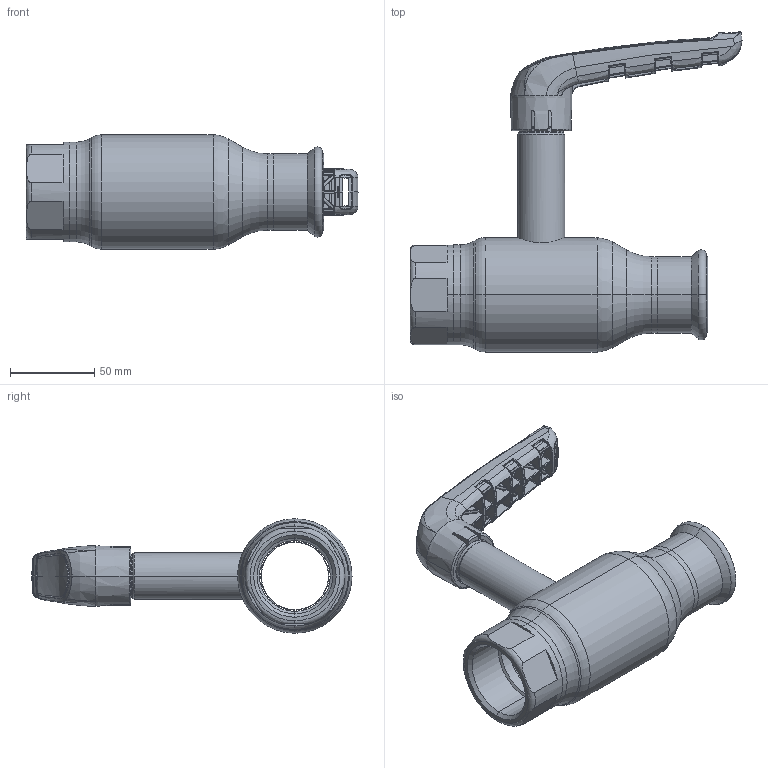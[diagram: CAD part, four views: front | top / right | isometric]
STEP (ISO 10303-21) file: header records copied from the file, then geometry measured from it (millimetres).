
FILE_DESCRIPTION (( 'STEP AP214' ), '1' );
FILE_NAME ('XPR11001 DN40 G1 12 x 42.step', '2018-09-14T10:36:33', ( '' ), ( '' ), 'SwSTEP 2.0', 'SolidWorks 2017', '' );
FILE_SCHEMA (( 'AUTOMOTIVE_DESIGN' ));
Length unit declared in the file: millimetre
Products named in the file (1): XPR11001 DN40 G1 12 x 42
Bounding box: 197.35 x 190.31 x 68 mm (x, y, z)
Surface area: 78258.3 mm2 (no closed solid volume)
Topology: 0 solids, 13 shells, 786 faces, 2694 edges, 1766 vertices
Faces by surface type: bspline 648, plane 52, cylinder 34, cone 26, torus 23, sphere 3
Entity records: 60287 total; most frequent: CARTESIAN_POINT 34952, ORIENTED_EDGE 4201, EDGE_CURVE 2678, B_SPLINE_CURVE_WITH_KNOTS 1888, VERTEX_POINT 1766, DIRECTION 1683, EDGE_LOOP 796, UNCERTAINTY_MEASURE_WITH_UNIT 788
